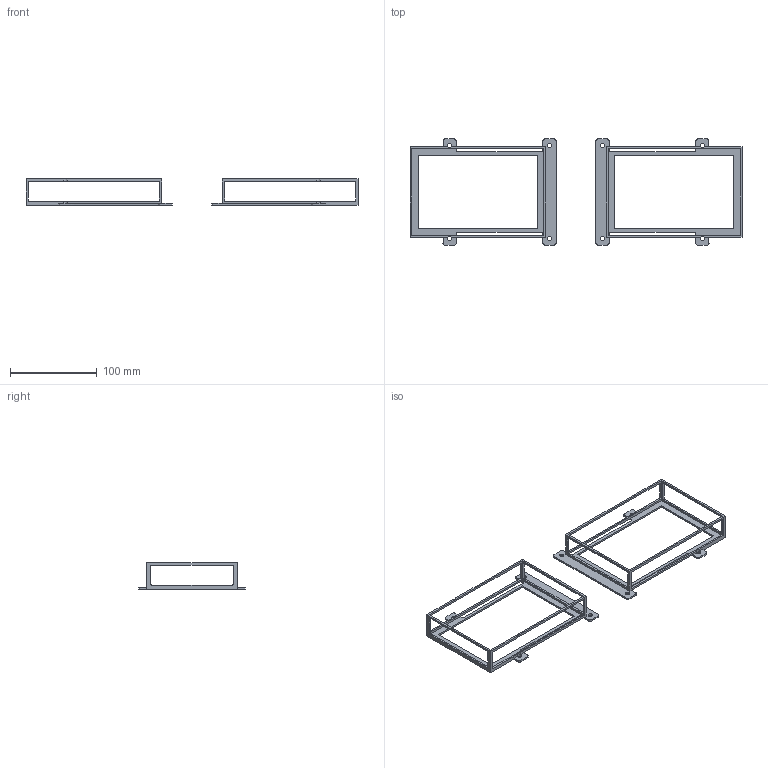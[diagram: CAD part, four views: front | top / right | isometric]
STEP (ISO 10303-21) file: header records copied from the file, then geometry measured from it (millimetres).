
FILE_DESCRIPTION(/* description */ ('STEP AP242','CAx-IF Rec.Pracs.---Representation and Presentation of Product Manufacturing Information (PMI)---4.0---2014-10-13','CAx-IF Rec.Pracs.---3D Tessellated Geometry---0.4---2014-09-14','2;1'),/* implementation_level */ '2;1');
FILE_NAME(/* name */ '680d8e4072d068090b087f5f',/* time_stamp */ '2025-04-27T01:54:08Z',/* author */ (''),/* organization */ (''),/* preprocessor_version */ 'ST-DEVELOPER v20',/* originating_system */ 'ONSHAPE BY PTC INC, 1.197',/* authorisation */ ' ');
FILE_SCHEMA (('AP242_MANAGED_MODEL_BASED_3D_ENGINEERING_MIM_LF { 1 0 10303 442 1 1 4 }'));
Length unit declared in the file: metre
Products named in the file (2): Part 1; Part 2
Bounding box: 382 x 122.2 x 30 mm (x, y, z)
Volume: 32116.1 mm3; surface area: 42994.3 mm2
Topology: 2 solids, 2 shells, 154 faces, 476 edges, 312 vertices
Faces by surface type: plane 102, cylinder 52
Full cylindrical faces by diameter (mm): 5 x8
Entity records: 5339 total; most frequent: ORIENTED_EDGE 928, CARTESIAN_POINT 928, DIRECTION 884, EDGE_CURVE 464, LINE 356, VECTOR 356, VERTEX_POINT 308, AXIS2_PLACEMENT_3D 264
